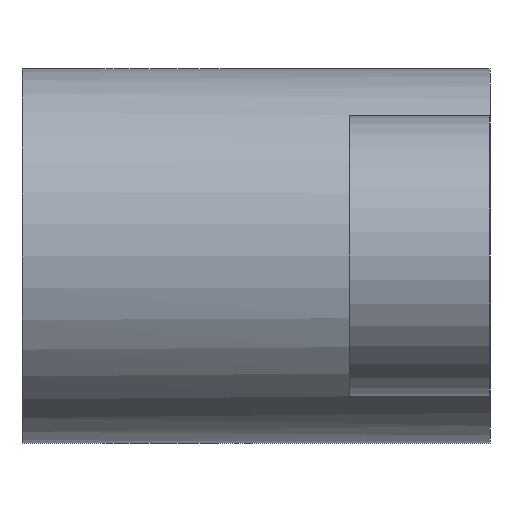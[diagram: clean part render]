
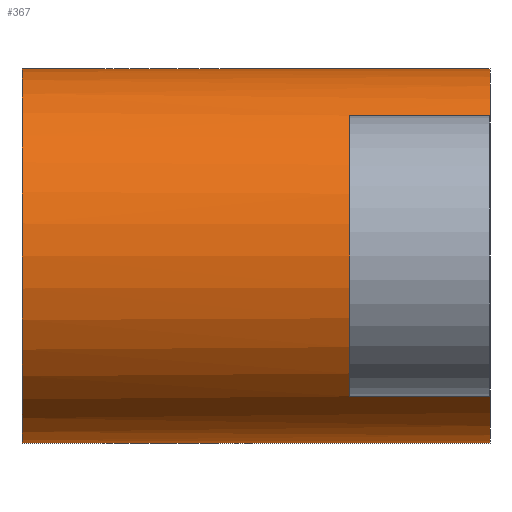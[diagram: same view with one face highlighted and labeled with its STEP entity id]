
A CAD part, left-side view. The second image highlights one B-rep face of the part: STEP entity #367.
In plain terms, the highlighted cylindrical face has radius 4 mm (diameter 8 mm), a partial arc.
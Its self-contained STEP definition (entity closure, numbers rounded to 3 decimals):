
#10 = VERTEX_POINT ( 'NONE', #737 ) ;
#32 = LINE ( 'NONE', #310, #898 ) ;
#76 = CARTESIAN_POINT ( 'NONE',  ( 10.5, 10., 4. ) ) ;
#80 = DIRECTION ( 'NONE',  ( 0., -1., 0. ) ) ;
#86 = CIRCLE ( 'NONE', #793, 4. ) ;
#90 = DIRECTION ( 'NONE',  ( 0., 1., 0. ) ) ;
#101 = CARTESIAN_POINT ( 'NONE',  ( 7.854, 10., -3. ) ) ;
#114 = EDGE_CURVE ( 'NONE', #701, #218, #284, .T. ) ;
#127 = AXIS2_PLACEMENT_3D ( 'NONE', #526, #393, #750 ) ;
#166 = CARTESIAN_POINT ( 'NONE',  ( 10.5, 10., 4. ) ) ;
#178 = DIRECTION ( 'NONE',  ( 0., 0., 1. ) ) ;
#183 = DIRECTION ( 'NONE',  ( 0., 1., 0. ) ) ;
#192 = EDGE_CURVE ( 'NONE', #419, #218, #32, .T. ) ;
#208 = CIRCLE ( 'NONE', #127, 4. ) ;
#218 = VERTEX_POINT ( 'NONE', #379 ) ;
#221 = FACE_OUTER_BOUND ( 'NONE', #416, .T. ) ;
#237 = CARTESIAN_POINT ( 'NONE',  ( 7.854, 10., 3. ) ) ;
#244 = ORIENTED_EDGE ( 'NONE', *, *, #377, .F. ) ;
#265 = DIRECTION ( 'NONE',  ( 0., -1., 0. ) ) ;
#284 = CIRCLE ( 'NONE', #822, 4. ) ;
#310 = CARTESIAN_POINT ( 'NONE',  ( 10.5, 10., -4. ) ) ;
#317 = CARTESIAN_POINT ( 'NONE',  ( 7.854, 0., 3. ) ) ;
#318 = AXIS2_PLACEMENT_3D ( 'NONE', #764, #387, #831 ) ;
#321 = VERTEX_POINT ( 'NONE', #384 ) ;
#344 = ORIENTED_EDGE ( 'NONE', *, *, #566, .F. ) ;
#358 = VERTEX_POINT ( 'NONE', #317 ) ;
#367 = ADVANCED_FACE ( 'NONE', ( #221 ), #947, .T. ) ;
#377 = EDGE_CURVE ( 'NONE', #796, #701, #386, .T. ) ;
#379 = CARTESIAN_POINT ( 'NONE',  ( 10.5, 0., -4. ) ) ;
#384 = CARTESIAN_POINT ( 'NONE',  ( 10.5, 0., 4. ) ) ;
#386 = LINE ( 'NONE', #101, #626 ) ;
#387 = DIRECTION ( 'NONE',  ( 0., -1., 0. ) ) ;
#393 = DIRECTION ( 'NONE',  ( 0., -1., 0. ) ) ;
#407 = VERTEX_POINT ( 'NONE', #166 ) ;
#416 = EDGE_LOOP ( 'NONE', ( #344, #678, #742, #772, #438, #864, #244, #917 ) ) ;
#419 = VERTEX_POINT ( 'NONE', #915 ) ;
#438 = ORIENTED_EDGE ( 'NONE', *, *, #192, .T. ) ;
#474 = VECTOR ( 'NONE', #516, 1000. ) ;
#477 = CARTESIAN_POINT ( 'NONE',  ( 7.854, 0., -3. ) ) ;
#492 = EDGE_CURVE ( 'NONE', #321, #358, #208, .T. ) ;
#516 = DIRECTION ( 'NONE',  ( 0., -1., 0. ) ) ;
#524 = AXIS2_PLACEMENT_3D ( 'NONE', #694, #776, #539 ) ;
#526 = CARTESIAN_POINT ( 'NONE',  ( 10.5, 0., 0. ) ) ;
#539 = DIRECTION ( 'NONE',  ( 0., 0., -1. ) ) ;
#564 = VECTOR ( 'NONE', #90, 1000. ) ;
#566 = EDGE_CURVE ( 'NONE', #358, #10, #770, .T. ) ;
#619 = CARTESIAN_POINT ( 'NONE',  ( 10.5, 3., 0. ) ) ;
#620 = EDGE_CURVE ( 'NONE', #407, #419, #682, .T. ) ;
#626 = VECTOR ( 'NONE', #907, 1000. ) ;
#660 = CARTESIAN_POINT ( 'NONE',  ( 7.854, 3., -3. ) ) ;
#671 = EDGE_CURVE ( 'NONE', #796, #10, #86, .T. ) ;
#678 = ORIENTED_EDGE ( 'NONE', *, *, #492, .F. ) ;
#682 = CIRCLE ( 'NONE', #524, 4. ) ;
#694 = CARTESIAN_POINT ( 'NONE',  ( 10.5, 10., 0. ) ) ;
#701 = VERTEX_POINT ( 'NONE', #477 ) ;
#712 = CARTESIAN_POINT ( 'NONE',  ( 10.5, 0., 0. ) ) ;
#737 = CARTESIAN_POINT ( 'NONE',  ( 7.854, 3., 3. ) ) ;
#742 = ORIENTED_EDGE ( 'NONE', *, *, #889, .F. ) ;
#750 = DIRECTION ( 'NONE',  ( 0., 0., -1. ) ) ;
#764 = CARTESIAN_POINT ( 'NONE',  ( 10.5, 10., 0. ) ) ;
#770 = LINE ( 'NONE', #237, #564 ) ;
#772 = ORIENTED_EDGE ( 'NONE', *, *, #620, .T. ) ;
#776 = DIRECTION ( 'NONE',  ( 0., -1., 0. ) ) ;
#784 = DIRECTION ( 'NONE',  ( 0., 0., -1. ) ) ;
#793 = AXIS2_PLACEMENT_3D ( 'NONE', #619, #183, #178 ) ;
#796 = VERTEX_POINT ( 'NONE', #660 ) ;
#822 = AXIS2_PLACEMENT_3D ( 'NONE', #712, #265, #784 ) ;
#831 = DIRECTION ( 'NONE',  ( 0., 0., -1. ) ) ;
#864 = ORIENTED_EDGE ( 'NONE', *, *, #114, .F. ) ;
#868 = LINE ( 'NONE', #76, #474 ) ;
#889 = EDGE_CURVE ( 'NONE', #407, #321, #868, .T. ) ;
#898 = VECTOR ( 'NONE', #80, 1000. ) ;
#907 = DIRECTION ( 'NONE',  ( 0., -1., 0. ) ) ;
#915 = CARTESIAN_POINT ( 'NONE',  ( 10.5, 10., -4. ) ) ;
#917 = ORIENTED_EDGE ( 'NONE', *, *, #671, .T. ) ;
#947 = CYLINDRICAL_SURFACE ( 'NONE', #318, 4. ) ;
